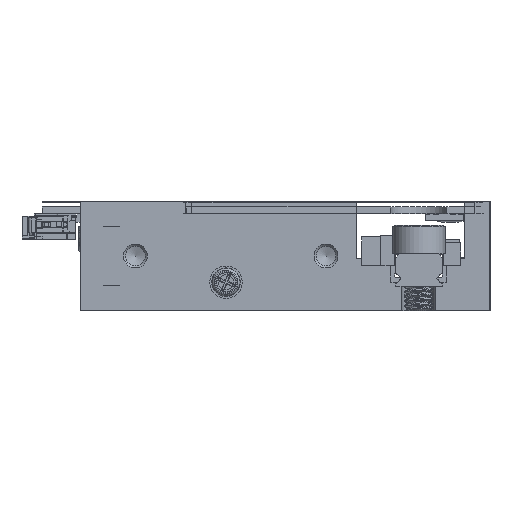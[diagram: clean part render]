
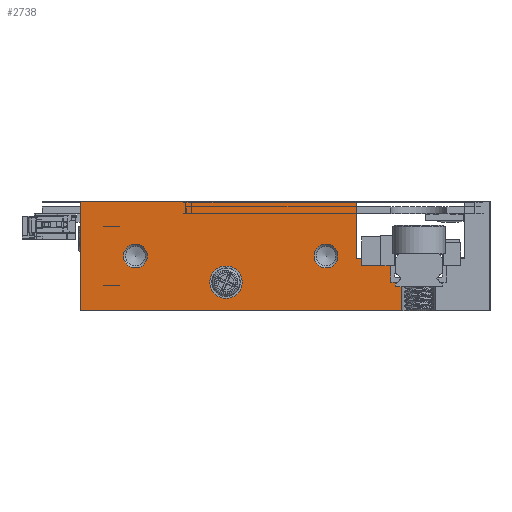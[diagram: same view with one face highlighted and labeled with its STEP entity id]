
A CAD part, left-side view. The second image highlights one B-rep face of the part: STEP entity #2738.
In plain terms, the highlighted planar face has unit normal (-1, 0, 0).
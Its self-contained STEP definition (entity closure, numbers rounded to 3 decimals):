
#1753=FACE_BOUND('',#6782,.T.);
#1754=FACE_BOUND('',#6783,.T.);
#1755=FACE_BOUND('',#6784,.T.);
#1756=FACE_BOUND('',#6785,.T.);
#2738=ADVANCED_FACE('',(#1753,#1754,#1755,#1756),#4370,.F.);
#4370=PLANE('',#32318);
#6782=EDGE_LOOP('',(#10153));
#6783=EDGE_LOOP('',(#10154));
#6784=EDGE_LOOP('',(#10155));
#6785=EDGE_LOOP('',(#10156,#10157,#10158,#10159,#10160,#10161,#10162,#10163));
#9059=CIRCLE('',#32315,1.7);
#9060=CIRCLE('',#32316,1.25);
#9061=CIRCLE('',#32317,1.25);
#10153=ORIENTED_EDGE('',*,*,#21656,.T.);
#10154=ORIENTED_EDGE('',*,*,#21657,.T.);
#10155=ORIENTED_EDGE('',*,*,#21658,.T.);
#10156=ORIENTED_EDGE('',*,*,#21636,.T.);
#10157=ORIENTED_EDGE('',*,*,#21659,.T.);
#10158=ORIENTED_EDGE('',*,*,#21660,.T.);
#10159=ORIENTED_EDGE('',*,*,#21661,.T.);
#10160=ORIENTED_EDGE('',*,*,#21662,.T.);
#10161=ORIENTED_EDGE('',*,*,#21614,.T.);
#10162=ORIENTED_EDGE('',*,*,#21588,.F.);
#10163=ORIENTED_EDGE('',*,*,#21598,.T.);
#18606=VERTEX_POINT('',#43538);
#18607=VERTEX_POINT('',#43540);
#18614=VERTEX_POINT('',#43557);
#18625=VERTEX_POINT('',#43589);
#18644=VERTEX_POINT('',#43633);
#18660=VERTEX_POINT('',#43674);
#18661=VERTEX_POINT('',#43676);
#18662=VERTEX_POINT('',#43678);
#18663=VERTEX_POINT('',#43680);
#18664=VERTEX_POINT('',#43682);
#18665=VERTEX_POINT('',#43684);
#21588=EDGE_CURVE('',#18606,#18607,#25848,.T.);
#21598=EDGE_CURVE('',#18606,#18614,#25856,.T.);
#21614=EDGE_CURVE('',#18625,#18607,#25872,.T.);
#21636=EDGE_CURVE('',#18614,#18644,#25883,.T.);
#21656=EDGE_CURVE('',#18660,#18660,#9059,.T.);
#21657=EDGE_CURVE('',#18661,#18661,#9060,.T.);
#21658=EDGE_CURVE('',#18662,#18662,#9061,.T.);
#21659=EDGE_CURVE('',#18644,#18663,#25902,.T.);
#21660=EDGE_CURVE('',#18663,#18664,#25903,.T.);
#21661=EDGE_CURVE('',#18664,#18665,#25904,.T.);
#21662=EDGE_CURVE('',#18665,#18625,#25905,.T.);
#25848=LINE('',#43539,#29079);
#25856=LINE('',#43558,#29087);
#25872=LINE('',#43588,#29103);
#25883=LINE('',#43634,#29114);
#25902=LINE('',#43679,#29133);
#25903=LINE('',#43681,#29134);
#25904=LINE('',#43683,#29135);
#25905=LINE('',#43685,#29136);
#29079=VECTOR('',#34985,1.);
#29087=VECTOR('',#34999,1.);
#29103=VECTOR('',#35023,1.);
#29114=VECTOR('',#35064,1.);
#29133=VECTOR('',#35099,1.);
#29134=VECTOR('',#35100,1.);
#29135=VECTOR('',#35101,1.);
#29136=VECTOR('',#35102,1.);
#32315=AXIS2_PLACEMENT_3D('',#43673,#35093,#35094);
#32316=AXIS2_PLACEMENT_3D('',#43675,#35095,#35096);
#32317=AXIS2_PLACEMENT_3D('',#43677,#35097,#35098);
#32318=AXIS2_PLACEMENT_3D('',#43686,#35103,#35104);
#34985=DIRECTION('',(0.,-1.,0.));
#34999=DIRECTION('',(0.,0.,-1.));
#35023=DIRECTION('',(0.,0.,1.));
#35064=DIRECTION('',(0.,-1.,0.));
#35093=DIRECTION('',(1.,0.,0.));
#35094=DIRECTION('',(0.,1.,0.));
#35095=DIRECTION('',(1.,0.,0.));
#35096=DIRECTION('',(0.,1.,0.));
#35097=DIRECTION('',(1.,0.,0.));
#35098=DIRECTION('',(0.,1.,0.));
#35099=DIRECTION('',(0.,0.,1.));
#35100=DIRECTION('',(0.,1.,0.));
#35101=DIRECTION('',(0.,0.,1.));
#35102=DIRECTION('',(0.,1.,0.));
#35103=DIRECTION('',(1.,0.,0.));
#35104=DIRECTION('',(0.,1.,0.));
#43538=CARTESIAN_POINT('',(-15.,43.,11.5));
#43539=CARTESIAN_POINT('',(-15.,43.,11.5));
#43540=CARTESIAN_POINT('',(-15.,14.05,11.5));
#43557=CARTESIAN_POINT('',(-15.,43.,0.));
#43558=CARTESIAN_POINT('',(-15.,43.,11.5));
#43588=CARTESIAN_POINT('',(-15.,14.05,5.5));
#43589=CARTESIAN_POINT('',(-15.,14.05,5.5));
#43633=CARTESIAN_POINT('',(-15.,9.25,0.));
#43634=CARTESIAN_POINT('',(-15.,43.,0.));
#43673=CARTESIAN_POINT('',(-15.,27.7,3.));
#43674=CARTESIAN_POINT('',(-15.,29.4,3.));
#43675=CARTESIAN_POINT('',(-15.,37.2,5.75));
#43676=CARTESIAN_POINT('',(-15.,38.45,5.75));
#43677=CARTESIAN_POINT('',(-15.,17.2,5.75));
#43678=CARTESIAN_POINT('',(-15.,18.45,5.75));
#43679=CARTESIAN_POINT('',(-15.,9.25,-0.3));
#43680=CARTESIAN_POINT('',(-15.,9.25,3.));
#43681=CARTESIAN_POINT('',(-15.,4.6,3.));
#43682=CARTESIAN_POINT('',(-15.,10.4,3.));
#43683=CARTESIAN_POINT('',(-15.,10.4,3.));
#43684=CARTESIAN_POINT('',(-15.,10.4,5.5));
#43685=CARTESIAN_POINT('',(-15.,10.4,5.5));
#43686=CARTESIAN_POINT('',(-15.,43.,11.5));
